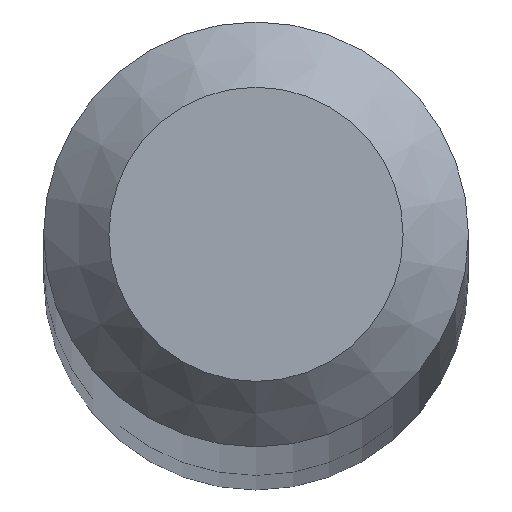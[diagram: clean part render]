
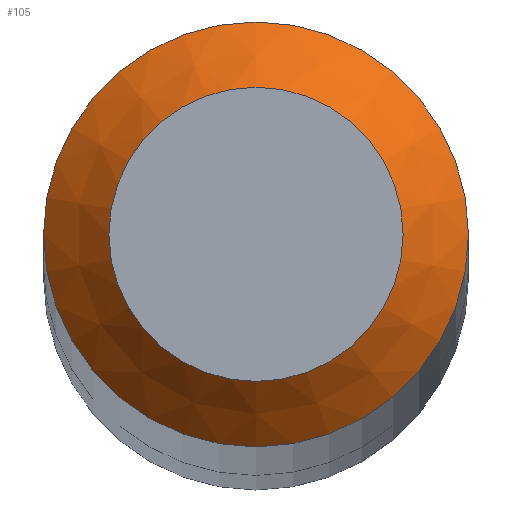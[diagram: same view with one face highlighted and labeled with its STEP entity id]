
A CAD part, top view. The second image highlights one B-rep face of the part: STEP entity #105.
In plain terms, the highlighted conical face has half-angle 45 degrees and reference radius 0.225 mm.
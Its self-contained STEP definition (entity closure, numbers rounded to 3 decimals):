
#3 = AXIS2_PLACEMENT_3D ( 'NONE', #97, #197, #78 ) ;
#16 = AXIS2_PLACEMENT_3D ( 'NONE', #193, #111, #36 ) ;
#18 = DIRECTION ( 'NONE',  ( 0., 0., -1. ) ) ;
#31 = EDGE_CURVE ( 'NONE', #152, #152, #149, .T. ) ;
#36 = DIRECTION ( 'NONE',  ( 0., 1., 0. ) ) ;
#37 = ORIENTED_EDGE ( 'NONE', *, *, #155, .F. ) ;
#42 = CIRCLE ( 'NONE', #16, 0.325 ) ;
#56 = CARTESIAN_POINT ( 'NONE',  ( 0., 0.325, 37.9 ) ) ;
#67 = EDGE_LOOP ( 'NONE', ( #37 ) ) ;
#76 = EDGE_LOOP ( 'NONE', ( #180 ) ) ;
#78 = DIRECTION ( 'NONE',  ( 0., 1., 0. ) ) ;
#79 = DIRECTION ( 'NONE',  ( 0., 1., 0. ) ) ;
#97 = CARTESIAN_POINT ( 'NONE',  ( 0., 0., 38. ) ) ;
#98 = FACE_BOUND ( 'NONE', #76, .T. ) ;
#105 = ADVANCED_FACE ( 'NONE', ( #161, #98 ), #159, .T. ) ;
#111 = DIRECTION ( 'NONE',  ( 0., 0., -1. ) ) ;
#133 = CARTESIAN_POINT ( 'NONE',  ( 0., 0., 38. ) ) ;
#149 = CIRCLE ( 'NONE', #3, 0.225 ) ;
#152 = VERTEX_POINT ( 'NONE', #200 ) ;
#155 = EDGE_CURVE ( 'NONE', #164, #164, #42, .T. ) ;
#159 = CONICAL_SURFACE ( 'NONE', #194, 0.225, 0.785 ) ;
#161 = FACE_OUTER_BOUND ( 'NONE', #67, .T. ) ;
#164 = VERTEX_POINT ( 'NONE', #56 ) ;
#180 = ORIENTED_EDGE ( 'NONE', *, *, #31, .T. ) ;
#193 = CARTESIAN_POINT ( 'NONE',  ( 0., 0., 37.9 ) ) ;
#194 = AXIS2_PLACEMENT_3D ( 'NONE', #133, #18, #79 ) ;
#197 = DIRECTION ( 'NONE',  ( 0., 0., -1. ) ) ;
#200 = CARTESIAN_POINT ( 'NONE',  ( 0., 0.225, 38. ) ) ;
